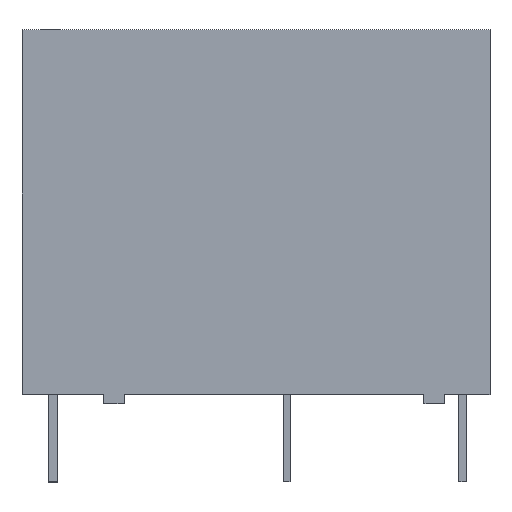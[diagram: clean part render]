
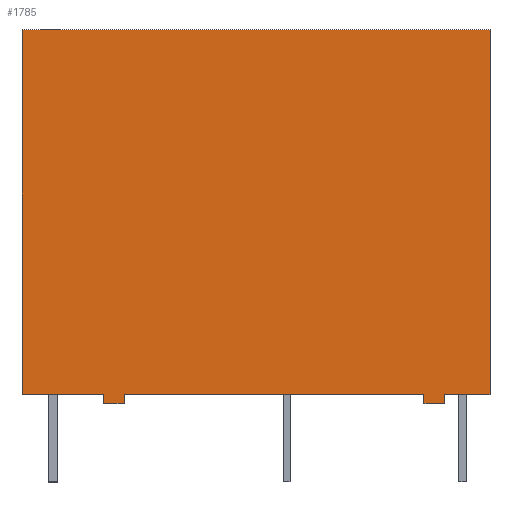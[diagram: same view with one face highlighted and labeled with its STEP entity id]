
A CAD part, top view. The second image highlights one B-rep face of the part: STEP entity #1785.
In plain terms, the highlighted planar face has unit normal (0, 0, 1).
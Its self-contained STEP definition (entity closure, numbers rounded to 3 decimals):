
#13 = ORIENTED_EDGE ( 'NONE', *, *, #1957, .T. ) ;
#14 = VERTEX_POINT ( 'NONE', #260 ) ;
#17 = EDGE_LOOP ( 'NONE', ( #52, #85, #144, #547, #1489, #1759, #1844, #1913, #168, #484, #1454, #13 ) ) ;
#52 = ORIENTED_EDGE ( 'NONE', *, *, #1937, .T. ) ;
#63 = EDGE_CURVE ( 'NONE', #82, #14, #750, .T. ) ;
#82 = VERTEX_POINT ( 'NONE', #886 ) ;
#85 = ORIENTED_EDGE ( 'NONE', *, *, #103, .F. ) ;
#103 = EDGE_CURVE ( 'NONE', #115, #1891, #1224, .T. ) ;
#115 = VERTEX_POINT ( 'NONE', #1339 ) ;
#144 = ORIENTED_EDGE ( 'NONE', *, *, #159, .T. ) ;
#159 = EDGE_CURVE ( 'NONE', #115, #184, #254, .T. ) ;
#168 = ORIENTED_EDGE ( 'NONE', *, *, #63, .T. ) ;
#182 = VERTEX_POINT ( 'NONE', #364 ) ;
#184 = VERTEX_POINT ( 'NONE', #398 ) ;
#218 = CARTESIAN_POINT ( 'NONE',  ( -1.33, 0.4, 1.34 ) ) ;
#235 = LINE ( 'NONE', #236, #237 ) ;
#236 = CARTESIAN_POINT ( 'NONE',  ( -1.33, 16.2, 1.34 ) ) ;
#237 = VECTOR ( 'NONE', #238, 1000. ) ;
#238 = DIRECTION ( 'NONE',  ( 0., -1., 0. ) ) ;
#254 = LINE ( 'NONE', #255, #256 ) ;
#255 = CARTESIAN_POINT ( 'NONE',  ( 2.205, 0., 1.34 ) ) ;
#256 = VECTOR ( 'NONE', #257, 1000. ) ;
#257 = DIRECTION ( 'NONE',  ( 1., 0., 0. ) ) ;
#260 = CARTESIAN_POINT ( 'NONE',  ( 18.97, 0.4, 1.34 ) ) ;
#261 = LINE ( 'NONE', #262, #263 ) ;
#262 = CARTESIAN_POINT ( 'NONE',  ( 16.105, -1.11, 1.34 ) ) ;
#263 = VECTOR ( 'NONE', #264, 1000. ) ;
#264 = DIRECTION ( 'NONE',  ( 0., 1., 0. ) ) ;
#314 = LINE ( 'NONE', #315, #316 ) ;
#315 = CARTESIAN_POINT ( 'NONE',  ( -1.33, 0.4, 1.34 ) ) ;
#316 = VECTOR ( 'NONE', #319, 1000. ) ;
#319 = DIRECTION ( 'NONE',  ( 1., 0., 0. ) ) ;
#364 = CARTESIAN_POINT ( 'NONE',  ( -1.33, 16.2, 1.34 ) ) ;
#398 = CARTESIAN_POINT ( 'NONE',  ( 3.105, 0., 1.34 ) ) ;
#415 = CARTESIAN_POINT ( 'NONE',  ( 16.105, 0., 1.34 ) ) ;
#484 = ORIENTED_EDGE ( 'NONE', *, *, #797, .F. ) ;
#524 = CARTESIAN_POINT ( 'NONE',  ( 3.105, 0.4, 1.34 ) ) ;
#547 = ORIENTED_EDGE ( 'NONE', *, *, #873, .T. ) ;
#750 = LINE ( 'NONE', #751, #752 ) ;
#751 = CARTESIAN_POINT ( 'NONE',  ( -1.33, 0.4, 1.34 ) ) ;
#752 = VECTOR ( 'NONE', #753, 1000. ) ;
#753 = DIRECTION ( 'NONE',  ( 1., 0., 0. ) ) ;
#797 = EDGE_CURVE ( 'NONE', #1037, #14, #833, .T. ) ;
#833 = LINE ( 'NONE', #834, #835 ) ;
#834 = CARTESIAN_POINT ( 'NONE',  ( 18.97, 16.2, 1.34 ) ) ;
#835 = VECTOR ( 'NONE', #837, 1000. ) ;
#837 = DIRECTION ( 'NONE',  ( 0., -1., 0. ) ) ;
#873 = EDGE_CURVE ( 'NONE', #184, #1825, #876, .T. ) ;
#876 = LINE ( 'NONE', #877, #878 ) ;
#877 = CARTESIAN_POINT ( 'NONE',  ( 3.105, -1.11, 1.34 ) ) ;
#878 = VECTOR ( 'NONE', #879, 1000. ) ;
#879 = DIRECTION ( 'NONE',  ( 0., 1., 0. ) ) ;
#886 = CARTESIAN_POINT ( 'NONE',  ( 17.005, 0.4, 1.34 ) ) ;
#887 = LINE ( 'NONE', #888, #889 ) ;
#888 = CARTESIAN_POINT ( 'NONE',  ( 16.105, 0., 1.34 ) ) ;
#889 = VECTOR ( 'NONE', #890, 1000. ) ;
#890 = DIRECTION ( 'NONE',  ( 1., 0., 0. ) ) ;
#949 = FACE_OUTER_BOUND ( 'NONE', #17, .T. ) ;
#950 = PLANE ( 'NONE',  #951 ) ;
#951 = AXIS2_PLACEMENT_3D ( 'NONE', #952, #953, #954 ) ;
#952 = CARTESIAN_POINT ( 'NONE',  ( -1.33, 16.2, 1.34 ) ) ;
#953 = DIRECTION ( 'NONE',  ( 0., 0., -1. ) ) ;
#954 = DIRECTION ( 'NONE',  ( -1., 0., 0. ) ) ;
#1033 = CARTESIAN_POINT ( 'NONE',  ( 18.97, 16.2, 1.34 ) ) ;
#1037 = VERTEX_POINT ( 'NONE', #1033 ) ;
#1147 = CARTESIAN_POINT ( 'NONE',  ( 17.005, 0., 1.34 ) ) ;
#1165 = CARTESIAN_POINT ( 'NONE',  ( 2.205, 0.4, 1.34 ) ) ;
#1224 = LINE ( 'NONE', #1225, #1226 ) ;
#1225 = CARTESIAN_POINT ( 'NONE',  ( 2.205, -1.11, 1.34 ) ) ;
#1226 = VECTOR ( 'NONE', #1227, 1000. ) ;
#1227 = DIRECTION ( 'NONE',  ( 0., 1., 0. ) ) ;
#1339 = CARTESIAN_POINT ( 'NONE',  ( 2.205, 0., 1.34 ) ) ;
#1403 = CARTESIAN_POINT ( 'NONE',  ( 16.105, 0.4, 1.34 ) ) ;
#1454 = ORIENTED_EDGE ( 'NONE', *, *, #1739, .F. ) ;
#1470 = LINE ( 'NONE', #1471, #1472 ) ;
#1471 = CARTESIAN_POINT ( 'NONE',  ( -1.33, 16.2, 1.34 ) ) ;
#1472 = VECTOR ( 'NONE', #1473, 1000. ) ;
#1473 = DIRECTION ( 'NONE',  ( 1., 0., 0. ) ) ;
#1489 = ORIENTED_EDGE ( 'NONE', *, *, #1801, .T. ) ;
#1578 = LINE ( 'NONE', #1579, #1580 ) ;
#1579 = CARTESIAN_POINT ( 'NONE',  ( 17.005, -1.11, 1.34 ) ) ;
#1580 = VECTOR ( 'NONE', #1582, 1000. ) ;
#1582 = DIRECTION ( 'NONE',  ( 0., 1., 0. ) ) ;
#1584 = LINE ( 'NONE', #1585, #1586 ) ;
#1585 = CARTESIAN_POINT ( 'NONE',  ( -1.33, 0.4, 1.34 ) ) ;
#1586 = VECTOR ( 'NONE', #1587, 1000. ) ;
#1587 = DIRECTION ( 'NONE',  ( 1., 0., 0. ) ) ;
#1652 = VERTEX_POINT ( 'NONE', #1403 ) ;
#1739 = EDGE_CURVE ( 'NONE', #182, #1037, #1470, .T. ) ;
#1759 = ORIENTED_EDGE ( 'NONE', *, *, #1793, .F. ) ;
#1785 = ADVANCED_FACE ( 'NONE', ( #949 ), #950, .F. ) ;
#1793 = EDGE_CURVE ( 'NONE', #1808, #1652, #261, .T. ) ;
#1801 = EDGE_CURVE ( 'NONE', #1825, #1652, #314, .T. ) ;
#1808 = VERTEX_POINT ( 'NONE', #415 ) ;
#1825 = VERTEX_POINT ( 'NONE', #524 ) ;
#1844 = ORIENTED_EDGE ( 'NONE', *, *, #1867, .T. ) ;
#1867 = EDGE_CURVE ( 'NONE', #1808, #1886, #887, .T. ) ;
#1886 = VERTEX_POINT ( 'NONE', #1147 ) ;
#1891 = VERTEX_POINT ( 'NONE', #1165 ) ;
#1913 = ORIENTED_EDGE ( 'NONE', *, *, #1936, .T. ) ;
#1936 = EDGE_CURVE ( 'NONE', #1886, #82, #1578, .T. ) ;
#1937 = EDGE_CURVE ( 'NONE', #1956, #1891, #1584, .T. ) ;
#1956 = VERTEX_POINT ( 'NONE', #218 ) ;
#1957 = EDGE_CURVE ( 'NONE', #182, #1956, #235, .T. ) ;
